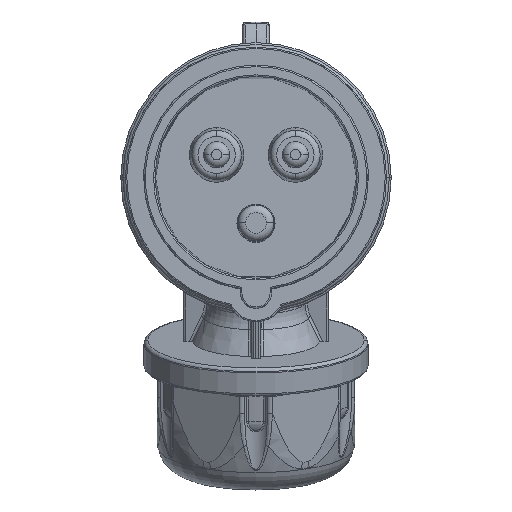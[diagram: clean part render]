
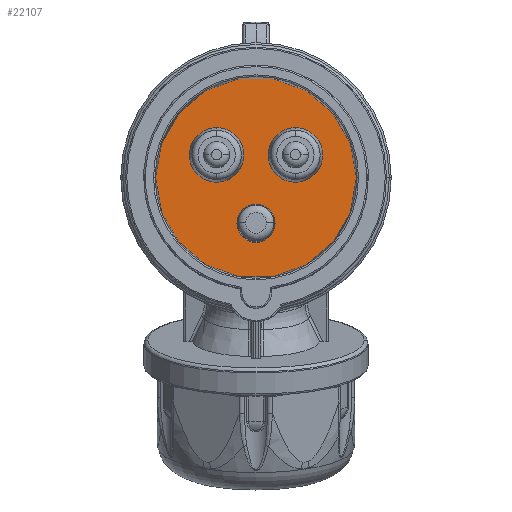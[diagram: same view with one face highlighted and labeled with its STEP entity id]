
A CAD part, top view. The second image highlights one B-rep face of the part: STEP entity #22107.
In plain terms, the highlighted planar face has unit normal (0, 0, 1).
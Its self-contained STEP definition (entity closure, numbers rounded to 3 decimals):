
#514 = DIRECTION ( 'NONE',  ( 0., 1., 0. ) ) ;
#3814 = AXIS2_PLACEMENT_3D ( 'NONE', #12600, #52613, #27065 ) ;
#3868 = ORIENTED_EDGE ( 'NONE', *, *, #32962, .F. ) ;
#3931 = VERTEX_POINT ( 'NONE', #37486 ) ;
#4076 = CARTESIAN_POINT ( 'NONE',  ( -7.578, 4.375, 3. ) ) ;
#5912 = AXIS2_PLACEMENT_3D ( 'NONE', #22024, #19625, #23678 ) ;
#8688 = FACE_BOUND ( 'NONE', #53070, .T. ) ;
#10921 = AXIS2_PLACEMENT_3D ( 'NONE', #60415, #59426, #28857 ) ;
#11223 = ORIENTED_EDGE ( 'NONE', *, *, #64215, .F. ) ;
#11563 = CARTESIAN_POINT ( 'NONE',  ( 0., -8.75, 3. ) ) ;
#12045 = DIRECTION ( 'NONE',  ( 1., 0., 0. ) ) ;
#12458 = CARTESIAN_POINT ( 'NONE',  ( -19.304, 0., 3. ) ) ;
#12600 = CARTESIAN_POINT ( 'NONE',  ( 0., 0., 3. ) ) ;
#14888 = EDGE_LOOP ( 'NONE', ( #29753, #3868 ) ) ;
#15652 = ORIENTED_EDGE ( 'NONE', *, *, #62226, .F. ) ;
#16040 = CARTESIAN_POINT ( 'NONE',  ( -7.578, -0.875, 3. ) ) ;
#16843 = CARTESIAN_POINT ( 'NONE',  ( 19.304, 0., 3. ) ) ;
#17218 = VERTEX_POINT ( 'NONE', #28133 ) ;
#19428 = FACE_BOUND ( 'NONE', #44745, .T. ) ;
#19625 = DIRECTION ( 'NONE',  ( 0., 0., 1. ) ) ;
#19857 = DIRECTION ( 'NONE',  ( 0., 1., 0. ) ) ;
#20467 = EDGE_CURVE ( 'NONE', #59393, #34441, #27641, .T. ) ;
#20577 = DIRECTION ( 'NONE',  ( 0., 0., -1. ) ) ;
#21638 = CARTESIAN_POINT ( 'NONE',  ( -7.578, 4.375, 3. ) ) ;
#22024 = CARTESIAN_POINT ( 'NONE',  ( 7.578, 4.375, 3. ) ) ;
#22107 = ADVANCED_FACE ( 'NONE', ( #24483, #19428, #8688, #65448 ), #64787, .T. ) ;
#23678 = DIRECTION ( 'NONE',  ( 0., 1., 0. ) ) ;
#24207 = CIRCLE ( 'NONE', #3814, 19.304 ) ;
#24483 = FACE_BOUND ( 'NONE', #14888, .T. ) ;
#25102 = ORIENTED_EDGE ( 'NONE', *, *, #45548, .F. ) ;
#25441 = CARTESIAN_POINT ( 'NONE',  ( -7.578, 9.625, 3. ) ) ;
#27065 = DIRECTION ( 'NONE',  ( 1., 0., 0. ) ) ;
#27402 = VERTEX_POINT ( 'NONE', #12458 ) ;
#27641 = CIRCLE ( 'NONE', #66247, 5.25 ) ;
#28133 = CARTESIAN_POINT ( 'NONE',  ( -3.669, -8.75, 3. ) ) ;
#28140 = AXIS2_PLACEMENT_3D ( 'NONE', #21638, #57258, #514 ) ;
#28331 = AXIS2_PLACEMENT_3D ( 'NONE', #48054, #53705, #12045 ) ;
#28620 = CIRCLE ( 'NONE', #32916, 3.669 ) ;
#28857 = DIRECTION ( 'NONE',  ( 1., 0., 0. ) ) ;
#29753 = ORIENTED_EDGE ( 'NONE', *, *, #44180, .F. ) ;
#32088 = DIRECTION ( 'NONE',  ( 0., 0., 1. ) ) ;
#32758 = DIRECTION ( 'NONE',  ( 1., 0., 0. ) ) ;
#32916 = AXIS2_PLACEMENT_3D ( 'NONE', #11563, #32088, #32758 ) ;
#32962 = EDGE_CURVE ( 'NONE', #50862, #44127, #57112, .T. ) ;
#33451 = CIRCLE ( 'NONE', #57017, 5.25 ) ;
#34441 = VERTEX_POINT ( 'NONE', #55852 ) ;
#36354 = EDGE_CURVE ( 'NONE', #17218, #3931, #37986, .T. ) ;
#36386 = CARTESIAN_POINT ( 'NONE',  ( 0., 0., 3. ) ) ;
#37486 = CARTESIAN_POINT ( 'NONE',  ( 3.669, -8.75, 3. ) ) ;
#37986 = CIRCLE ( 'NONE', #28331, 3.669 ) ;
#40265 = CIRCLE ( 'NONE', #5912, 5.25 ) ;
#40444 = DIRECTION ( 'NONE',  ( 1., 0., 0. ) ) ;
#40714 = DIRECTION ( 'NONE',  ( 0., 0., 1. ) ) ;
#40856 = CARTESIAN_POINT ( 'NONE',  ( 7.578, 9.625, 3. ) ) ;
#41634 = VERTEX_POINT ( 'NONE', #16843 ) ;
#42145 = ORIENTED_EDGE ( 'NONE', *, *, #36354, .F. ) ;
#42317 = EDGE_CURVE ( 'NONE', #27402, #41634, #47797, .T. ) ;
#44127 = VERTEX_POINT ( 'NONE', #25441 ) ;
#44180 = EDGE_CURVE ( 'NONE', #44127, #50862, #33451, .T. ) ;
#44745 = EDGE_LOOP ( 'NONE', ( #54280, #25102 ) ) ;
#45548 = EDGE_CURVE ( 'NONE', #34441, #59393, #40265, .T. ) ;
#47797 = CIRCLE ( 'NONE', #53131, 19.304 ) ;
#48054 = CARTESIAN_POINT ( 'NONE',  ( 0., -8.75, 3. ) ) ;
#48554 = DIRECTION ( 'NONE',  ( 0., 1., 0. ) ) ;
#50862 = VERTEX_POINT ( 'NONE', #16040 ) ;
#52613 = DIRECTION ( 'NONE',  ( 0., 0., -1. ) ) ;
#53070 = EDGE_LOOP ( 'NONE', ( #42145, #11223 ) ) ;
#53131 = AXIS2_PLACEMENT_3D ( 'NONE', #36386, #20577, #40444 ) ;
#53705 = DIRECTION ( 'NONE',  ( 0., 0., 1. ) ) ;
#54280 = ORIENTED_EDGE ( 'NONE', *, *, #20467, .F. ) ;
#55852 = CARTESIAN_POINT ( 'NONE',  ( 7.578, -0.875, 3. ) ) ;
#57017 = AXIS2_PLACEMENT_3D ( 'NONE', #4076, #40714, #19857 ) ;
#57112 = CIRCLE ( 'NONE', #28140, 5.25 ) ;
#57258 = DIRECTION ( 'NONE',  ( 0., 0., 1. ) ) ;
#58165 = EDGE_LOOP ( 'NONE', ( #62158, #15652 ) ) ;
#58916 = DIRECTION ( 'NONE',  ( 0., 0., 1. ) ) ;
#59393 = VERTEX_POINT ( 'NONE', #40856 ) ;
#59426 = DIRECTION ( 'NONE',  ( 0., 0., 1. ) ) ;
#60415 = CARTESIAN_POINT ( 'NONE',  ( 0., -8.75, 3. ) ) ;
#62158 = ORIENTED_EDGE ( 'NONE', *, *, #42317, .F. ) ;
#62226 = EDGE_CURVE ( 'NONE', #41634, #27402, #24207, .T. ) ;
#62977 = CARTESIAN_POINT ( 'NONE',  ( 7.578, 4.375, 3. ) ) ;
#64215 = EDGE_CURVE ( 'NONE', #3931, #17218, #28620, .T. ) ;
#64787 = PLANE ( 'NONE',  #10921 ) ;
#65448 = FACE_OUTER_BOUND ( 'NONE', #58165, .T. ) ;
#66247 = AXIS2_PLACEMENT_3D ( 'NONE', #62977, #58916, #48554 ) ;
